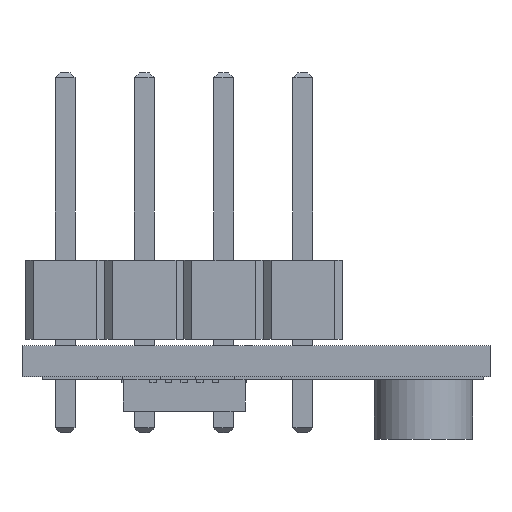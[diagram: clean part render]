
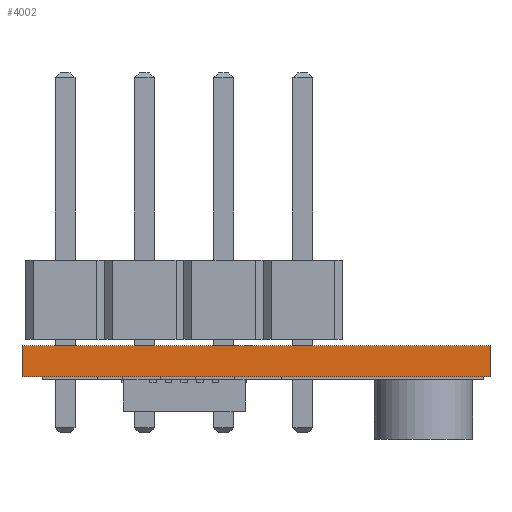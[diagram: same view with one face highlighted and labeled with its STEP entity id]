
A CAD part, front view. The second image highlights one B-rep face of the part: STEP entity #4002.
In plain terms, the highlighted planar face has unit normal (0, -1, 0).
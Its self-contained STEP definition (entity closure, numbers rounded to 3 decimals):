
#3754 = VERTEX_POINT('',#3755);
#3755 = CARTESIAN_POINT('',(0.,-29.,1.));
#3761 = EDGE_CURVE('',#3762,#3754,#3764,.T.);
#3762 = VERTEX_POINT('',#3763);
#3763 = CARTESIAN_POINT('',(15.,-29.,1.));
#3764 = LINE('',#3765,#3766);
#3765 = CARTESIAN_POINT('',(15.,-29.,1.));
#3766 = VECTOR('',#3767,1.);
#3767 = DIRECTION('',(-1.,0.,0.));
#3958 = EDGE_CURVE('',#3959,#3754,#3961,.T.);
#3959 = VERTEX_POINT('',#3960);
#3960 = CARTESIAN_POINT('',(0.,-29.,0.));
#3961 = LINE('',#3962,#3963);
#3962 = CARTESIAN_POINT('',(0.,-29.,0.));
#3963 = VECTOR('',#3964,1.);
#3964 = DIRECTION('',(0.,0.,1.));
#3984 = EDGE_CURVE('',#3985,#3762,#3987,.T.);
#3985 = VERTEX_POINT('',#3986);
#3986 = CARTESIAN_POINT('',(15.,-29.,0.));
#3987 = LINE('',#3988,#3989);
#3988 = CARTESIAN_POINT('',(15.,-29.,0.));
#3989 = VECTOR('',#3990,1.);
#3990 = DIRECTION('',(0.,0.,1.));
#4002 = ADVANCED_FACE('',(#4003),#4014,.T.);
#4003 = FACE_BOUND('',#4004,.T.);
#4004 = EDGE_LOOP('',(#4005,#4006,#4007,#4008));
#4005 = ORIENTED_EDGE('',*,*,#3984,.T.);
#4006 = ORIENTED_EDGE('',*,*,#3761,.T.);
#4007 = ORIENTED_EDGE('',*,*,#3958,.F.);
#4008 = ORIENTED_EDGE('',*,*,#4009,.F.);
#4009 = EDGE_CURVE('',#3985,#3959,#4010,.T.);
#4010 = LINE('',#4011,#4012);
#4011 = CARTESIAN_POINT('',(15.,-29.,0.));
#4012 = VECTOR('',#4013,1.);
#4013 = DIRECTION('',(-1.,0.,0.));
#4014 = PLANE('',#4015);
#4015 = AXIS2_PLACEMENT_3D('',#4016,#4017,#4018);
#4016 = CARTESIAN_POINT('',(15.,-29.,0.));
#4017 = DIRECTION('',(0.,-1.,0.));
#4018 = DIRECTION('',(-1.,0.,0.));
